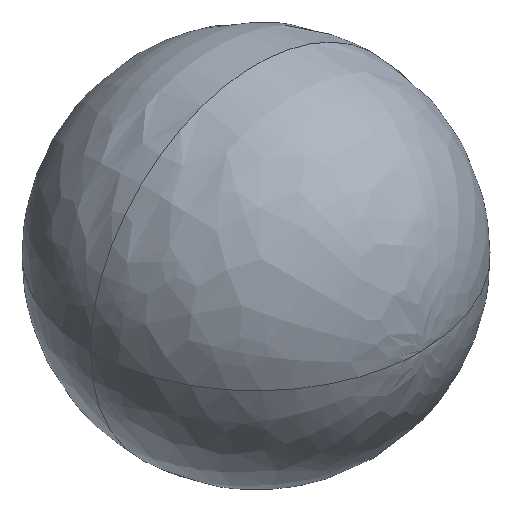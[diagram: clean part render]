
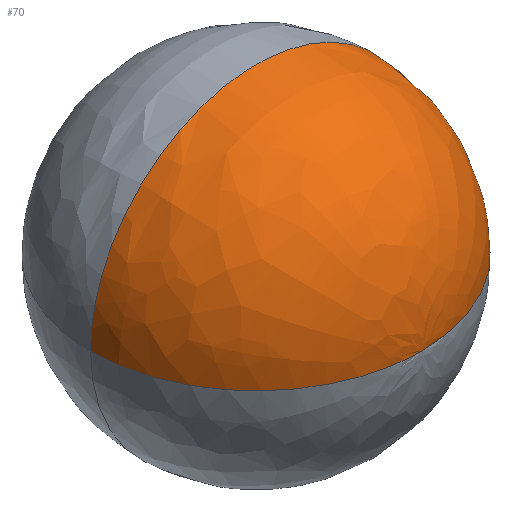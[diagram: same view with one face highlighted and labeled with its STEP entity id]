
A CAD part, isometric view. The second image highlights one B-rep face of the part: STEP entity #70.
In plain terms, the highlighted free-form (B-spline) face has degree [2, 2] with [5, 3] control points.
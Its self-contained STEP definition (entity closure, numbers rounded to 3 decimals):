
#70=ADVANCED_FACE($,(#136),#742,.T.);
#136=FACE_OUTER_BOUND($,#202,.T.);
#202=EDGE_LOOP($,(#444,#445,#446));
#444=ORIENTED_EDGE($,*,*,#596,.T.);
#445=ORIENTED_EDGE($,*,*,#597,.T.);
#446=ORIENTED_EDGE($,*,*,#598,.T.);
#596=EDGE_CURVE($,#688,#689,#844,.T.);
#597=EDGE_CURVE($,#689,#690,#845,.T.);
#598=EDGE_CURVE($,#690,#688,#846,.T.);
#688=VERTEX_POINT($,#2801);
#689=VERTEX_POINT($,#2802);
#690=VERTEX_POINT($,#2803);
#742=(
BOUNDED_SURFACE()
B_SPLINE_SURFACE(2,2,((#2713,#2714,#2715),(#2716,#2717,#2718),(#2719,#2720,
#2721),(#2722,#2723,#2724),(#2725,#2726,#2727)),.UNSPECIFIED.,.F.,.F.,.F.)
B_SPLINE_SURFACE_WITH_KNOTS((3,2,3),(3,3),(0.,154.332,308.663),
(317.367,634.733),.UNSPECIFIED.)
GEOMETRIC_REPRESENTATION_ITEM()
RATIONAL_B_SPLINE_SURFACE(((1.,0.707,1.),(0.707,
0.5,0.707),(1.,0.707,1.),(0.707,0.5,
0.707),(1.,0.707,1.)))
REPRESENTATION_ITEM($)
SURFACE()
);
#844=(
BOUNDED_CURVE()
B_SPLINE_CURVE(2,(#2440,#2441,#2442,#2443,#2444),.UNSPECIFIED.,.F.,.F.)
B_SPLINE_CURVE_WITH_KNOTS((3,2,3),(0.,154.332,308.663),
.UNSPECIFIED.)
CURVE()
GEOMETRIC_REPRESENTATION_ITEM()
RATIONAL_B_SPLINE_CURVE((1.,0.707,1.,0.707,1.))
REPRESENTATION_ITEM($)
);
#845=(
BOUNDED_CURVE()
B_SPLINE_CURVE(2,(#2445,#2446,#2447),.UNSPECIFIED.,.F.,.F.)
B_SPLINE_CURVE_WITH_KNOTS((3,3),(317.367,634.733),.UNSPECIFIED.)
CURVE()
GEOMETRIC_REPRESENTATION_ITEM()
RATIONAL_B_SPLINE_CURVE((1.,0.707,1.))
REPRESENTATION_ITEM($)
);
#846=(
BOUNDED_CURVE()
B_SPLINE_CURVE(2,(#2448,#2449,#2450),.UNSPECIFIED.,.F.,.F.)
B_SPLINE_CURVE_WITH_KNOTS((3,3),(-634.733,-317.367),.UNSPECIFIED.)
CURVE()
GEOMETRIC_REPRESENTATION_ITEM()
RATIONAL_B_SPLINE_CURVE((1.,0.707,1.))
REPRESENTATION_ITEM($)
);
#2440=CARTESIAN_POINT($,(210.,0.,201.59));
#2441=CARTESIAN_POINT($,(210.,0.,411.59));
#2442=CARTESIAN_POINT($,(0.,0.,411.59));
#2443=CARTESIAN_POINT($,(-210.,0.,411.59));
#2444=CARTESIAN_POINT($,(-210.,0.,201.59));
#2445=CARTESIAN_POINT($,(-210.,0.,201.59));
#2446=CARTESIAN_POINT($,(-210.,-210.,201.59));
#2447=CARTESIAN_POINT($,(0.,-210.,201.59));
#2448=CARTESIAN_POINT($,(0.,-210.,201.59));
#2449=CARTESIAN_POINT($,(210.,-210.,201.59));
#2450=CARTESIAN_POINT($,(210.,0.,201.59));
#2713=CARTESIAN_POINT($,(210.,0.,201.59));
#2714=CARTESIAN_POINT($,(210.,-210.,201.59));
#2715=CARTESIAN_POINT($,(0.,-210.,201.59));
#2716=CARTESIAN_POINT($,(210.,0.,411.59));
#2717=CARTESIAN_POINT($,(210.,-210.,411.59));
#2718=CARTESIAN_POINT($,(0.,-210.,201.59));
#2719=CARTESIAN_POINT($,(0.,0.,411.59));
#2720=CARTESIAN_POINT($,(0.,-210.,411.59));
#2721=CARTESIAN_POINT($,(0.,-210.,201.59));
#2722=CARTESIAN_POINT($,(-210.,0.,411.59));
#2723=CARTESIAN_POINT($,(-210.,-210.,411.59));
#2724=CARTESIAN_POINT($,(0.,-210.,201.59));
#2725=CARTESIAN_POINT($,(-210.,0.,201.59));
#2726=CARTESIAN_POINT($,(-210.,-210.,201.59));
#2727=CARTESIAN_POINT($,(0.,-210.,201.59));
#2801=CARTESIAN_POINT($,(210.,0.,201.59));
#2802=CARTESIAN_POINT($,(-210.,0.,201.59));
#2803=CARTESIAN_POINT($,(0.,-210.,201.59));
